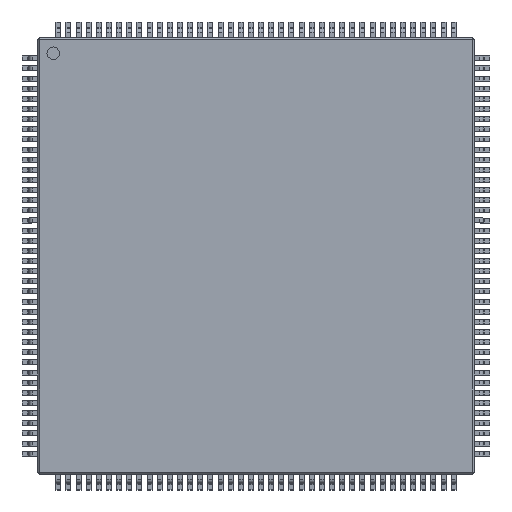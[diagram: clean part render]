
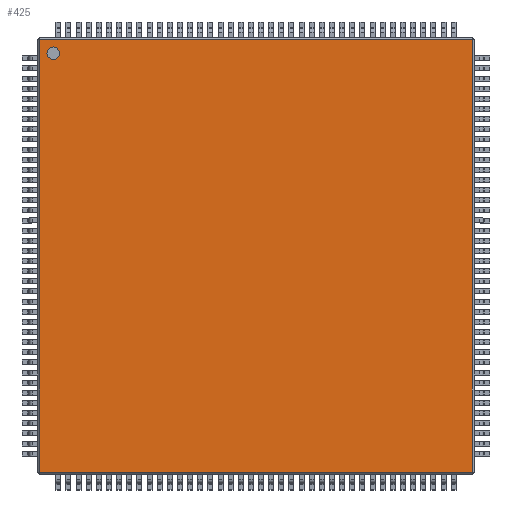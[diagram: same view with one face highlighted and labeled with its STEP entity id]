
A CAD part, top view. The second image highlights one B-rep face of the part: STEP entity #425.
In plain terms, the highlighted planar face has unit normal (0, 0, 1).
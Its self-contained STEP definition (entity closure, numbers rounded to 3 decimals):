
#13=DIRECTION('',(0.,0.,1.));
#14=DIRECTION('',(1.,0.,0.));
#224=VECTOR('',#225,1.);
#225=DIRECTION('',(0.,1.,0.));
#298=VERTEX_POINT('',#299);
#299=CARTESIAN_POINT('',(-13.85,-13.85,1.4));
#307=VERTEX_POINT('',#308);
#308=CARTESIAN_POINT('',(-13.85,13.85,1.4));
#313=ORIENTED_EDGE('',*,*,#314,.F.);
#314=EDGE_CURVE('',#298,#307,#315,.T.);
#315=LINE('',#316,#224);
#316=CARTESIAN_POINT('',(-13.85,-14.,1.4));
#382=VECTOR('',#14,1.);
#425=ADVANCED_FACE('',(#426,#444),#453,.T.);
#426=FACE_BOUND('',#427,.T.);
#427=EDGE_LOOP('',(#313,#428,#434,#440));
#428=ORIENTED_EDGE('',*,*,#429,.T.);
#429=EDGE_CURVE('',#298,#430,#432,.T.);
#430=VERTEX_POINT('',#431);
#431=CARTESIAN_POINT('',(13.85,-13.85,1.4));
#432=LINE('',#433,#382);
#433=CARTESIAN_POINT('',(-14.,-13.85,1.4));
#434=ORIENTED_EDGE('',*,*,#435,.T.);
#435=EDGE_CURVE('',#430,#436,#438,.T.);
#436=VERTEX_POINT('',#437);
#437=CARTESIAN_POINT('',(13.85,13.85,1.4));
#438=LINE('',#439,#224);
#439=CARTESIAN_POINT('',(13.85,-14.,1.4));
#440=ORIENTED_EDGE('',*,*,#441,.F.);
#441=EDGE_CURVE('',#307,#436,#442,.T.);
#442=LINE('',#443,#382);
#443=CARTESIAN_POINT('',(-14.,13.85,1.4));
#444=FACE_BOUND('',#445,.T.);
#445=EDGE_LOOP('',(#446));
#446=ORIENTED_EDGE('',*,*,#447,.F.);
#447=EDGE_CURVE('',#448,#448,#450,.T.);
#448=VERTEX_POINT('',#449);
#449=CARTESIAN_POINT('',(-12.6,13.,1.4));
#450=CIRCLE('',#451,0.4);
#451=AXIS2_PLACEMENT_3D('',#452,#13,#14);
#452=CARTESIAN_POINT('',(-13.,13.,1.4));
#453=PLANE('',#454);
#454=AXIS2_PLACEMENT_3D('',#455,#13,#14);
#455=CARTESIAN_POINT('',(-14.,-14.,1.4));
